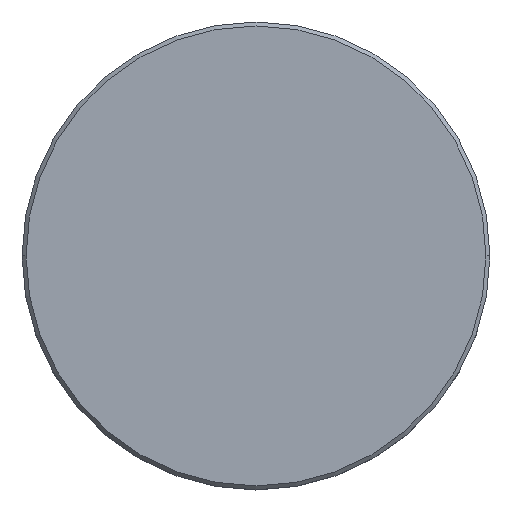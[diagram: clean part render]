
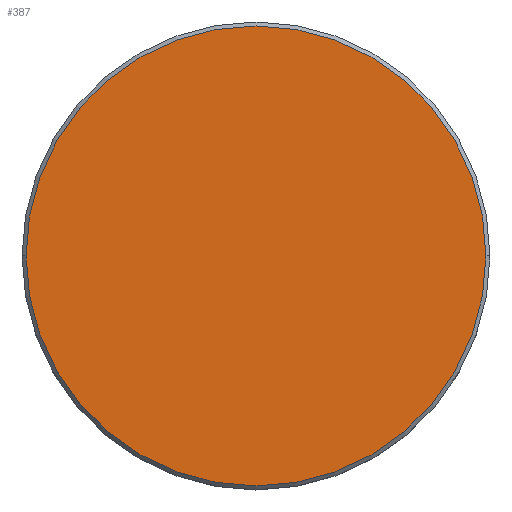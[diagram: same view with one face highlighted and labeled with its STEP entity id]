
A CAD part, top view. The second image highlights one B-rep face of the part: STEP entity #387.
In plain terms, the highlighted planar face has unit normal (0, 0, 1).
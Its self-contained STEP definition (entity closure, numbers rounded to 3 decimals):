
#34 = CARTESIAN_POINT ( 'NONE',  ( 0., 0., 0. ) ) ;
#226 = AXIS2_PLACEMENT_3D ( 'NONE', #370, #733, #1106 ) ;
#370 = CARTESIAN_POINT ( 'NONE',  ( 0., 0., 0. ) ) ;
#387 = ADVANCED_FACE ( 'NONE', ( #707 ), #991, .T. ) ;
#393 = DIRECTION ( 'NONE',  ( 1., 0., 0. ) ) ;
#465 = ORIENTED_EDGE ( 'NONE', *, *, #925, .T. ) ;
#516 = CARTESIAN_POINT ( 'NONE',  ( 29., 0., 0. ) ) ;
#543 = DIRECTION ( 'NONE',  ( 1., 0., 0. ) ) ;
#584 = CIRCLE ( 'NONE', #226, 29. ) ;
#589 = EDGE_CURVE ( 'NONE', #1020, #676, #584, .T. ) ;
#661 = AXIS2_PLACEMENT_3D ( 'NONE', #34, #1145, #393 ) ;
#676 = VERTEX_POINT ( 'NONE', #516 ) ;
#684 = EDGE_LOOP ( 'NONE', ( #851, #465 ) ) ;
#707 = FACE_OUTER_BOUND ( 'NONE', #684, .T. ) ;
#733 = DIRECTION ( 'NONE',  ( 0., 0., 1. ) ) ;
#802 = DIRECTION ( 'NONE',  ( 0., 0., 1. ) ) ;
#834 = AXIS2_PLACEMENT_3D ( 'NONE', #1089, #802, #543 ) ;
#851 = ORIENTED_EDGE ( 'NONE', *, *, #589, .T. ) ;
#925 = EDGE_CURVE ( 'NONE', #676, #1020, #1035, .T. ) ;
#991 = PLANE ( 'NONE',  #834 ) ;
#1020 = VERTEX_POINT ( 'NONE', #1154 ) ;
#1035 = CIRCLE ( 'NONE', #661, 29. ) ;
#1089 = CARTESIAN_POINT ( 'NONE',  ( 0., 0., 0. ) ) ;
#1106 = DIRECTION ( 'NONE',  ( 1., 0., 0. ) ) ;
#1145 = DIRECTION ( 'NONE',  ( 0., 0., 1. ) ) ;
#1154 = CARTESIAN_POINT ( 'NONE',  ( -29., 0., 0. ) ) ;
